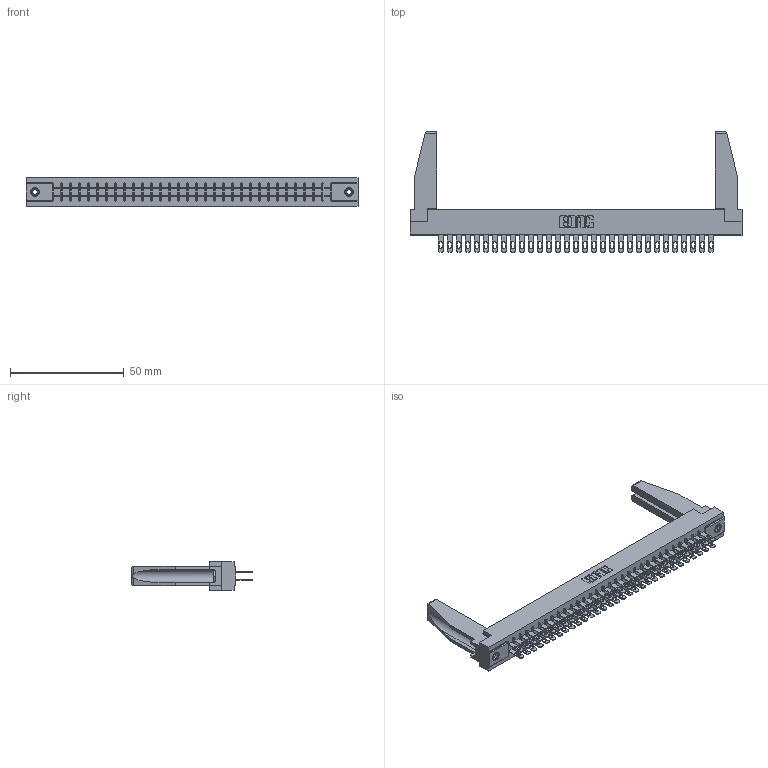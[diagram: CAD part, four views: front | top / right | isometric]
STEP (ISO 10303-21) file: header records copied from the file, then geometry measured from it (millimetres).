
FILE_DESCRIPTION (( 'STEP AP203' ), '1' );
FILE_NAME ('355-062-500-578.STEP', '2019-09-12T14:16:42', ( '' ), ( '' ), 'SwSTEP 2.0', 'SolidWorks 2016', '' );
FILE_SCHEMA (( 'CONFIG_CONTROL_DESIGN' ));
Length unit declared in the file: inch
Products named in the file (5): 305 Part_.156 Dia; 345-250-001_345-250-001-102; 305-290-001_500; 355-062-500-578; 307-220-078
Assembly tree (67 placements, depth 2):
  355-062-500-578
    305 Part_.156 Dia
    305-290-001_500  x62
    345-250-001_345-250-001-102  x2
    307-220-078  x2
Bounding box: 145.85 x 52.88 x 12.7 mm (x, y, z)
Volume: 18904.6 mm3; surface area: 24447.9 mm2
Topology: 67 solids, 67 shells, 3346 faces, 9543 edges, 6186 vertices
Faces by surface type: plane 1888, cylinder 1318, sphere 124, cone 12, torus 4
Entity records: 37365 total; most frequent: CARTESIAN_POINT 6189, ORIENTED_EDGE 6100, DIRECTION 5956, EDGE_CURVE 3050, LINE 2450, VECTOR 2450, VERTEX_POINT 1944, AXIS2_PLACEMENT_3D 1753
